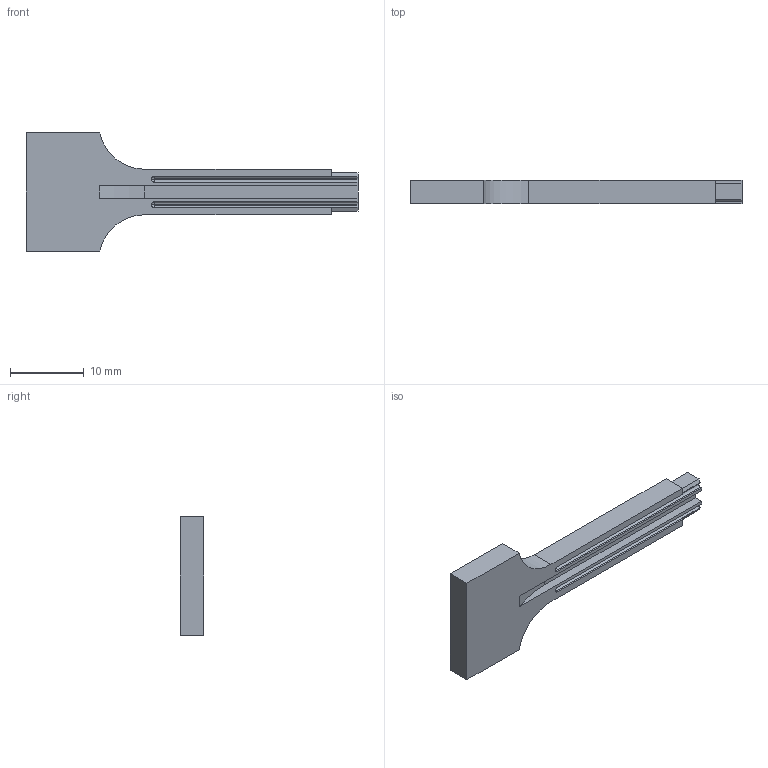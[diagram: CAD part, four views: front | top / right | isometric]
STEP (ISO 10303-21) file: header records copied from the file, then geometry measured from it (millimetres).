
FILE_DESCRIPTION(/* description */ (''),/* implementation_level */ '2;1');
FILE_NAME(/* name */ 'sentry blank.step',/* time_stamp */ '2025-04-24T14:07:16+02:00',/* author */ (''),/* organization */ (''),/* preprocessor_version */ 'ST-DEVELOPER v20.1',/* originating_system */ 'Autodesk Translation Framework v14.4.0.0',/* authorisation */ '');
FILE_SCHEMA (('AUTOMOTIVE_DESIGN { 1 0 10303 214 3 1 1 }'));
Length unit declared in the file: millimetre
Products named in the file (1): sentry 4
Bounding box: 45 x 3.2 x 16 mm (x, y, z)
Volume: 1057 mm3; surface area: 1392.4 mm2
Topology: 1 solids, 1 shells, 70 faces, 188 edges, 112 vertices
Faces by surface type: plane 38, cylinder 24, bspline 8
Entity records: 2305 total; most frequent: CARTESIAN_POINT 555, ORIENTED_EDGE 360, DIRECTION 358, EDGE_CURVE 180, LINE 128, VECTOR 128, AXIS2_PLACEMENT_3D 115, VERTEX_POINT 112
